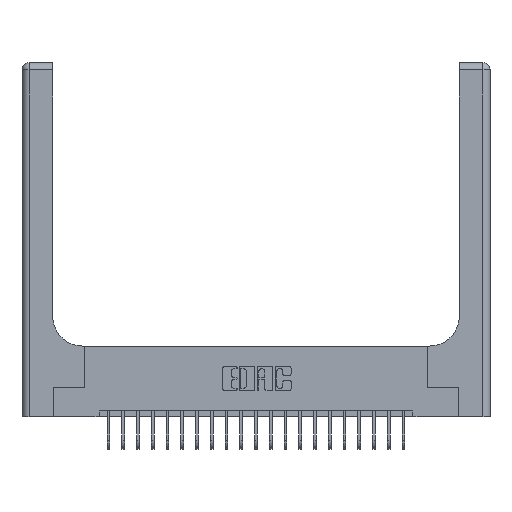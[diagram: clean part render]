
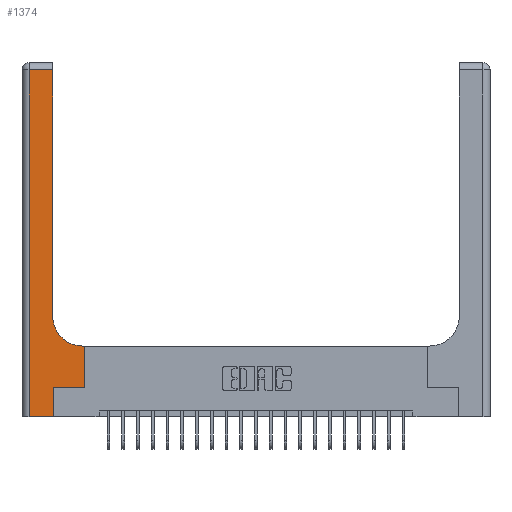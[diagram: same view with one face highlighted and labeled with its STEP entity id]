
A CAD part, top view. The second image highlights one B-rep face of the part: STEP entity #1374.
In plain terms, the highlighted planar face has unit normal (0, 0, 1).
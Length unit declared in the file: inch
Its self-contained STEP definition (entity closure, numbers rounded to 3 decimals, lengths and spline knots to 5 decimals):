
#80 = DIRECTION ( 'NONE',  ( 0., 0., -1. ) ) ;
#1054 = DIRECTION ( 'NONE',  ( 1., 0., 0. ) ) ;
#1374 = ADVANCED_FACE ( 'NONE', ( #22949 ), #14536, .F. ) ;
#1649 = VERTEX_POINT ( 'NONE', #18443 ) ;
#2115 = DIRECTION ( 'NONE',  ( -1., 0., 0. ) ) ;
#2264 = DIRECTION ( 'NONE',  ( 0., 1., 0. ) ) ;
#2361 = EDGE_CURVE ( 'NONE', #22406, #16278, #7235, .T. ) ;
#3070 = LINE ( 'NONE', #18607, #21865 ) ;
#3608 = VECTOR ( 'NONE', #21592, 39.37008 ) ;
#3697 = ORIENTED_EDGE ( 'NONE', *, *, #19850, .T. ) ;
#4381 = CARTESIAN_POINT ( 'NONE',  ( 0.528, 0.25, 0.37 ) ) ;
#5095 = CARTESIAN_POINT ( 'NONE',  ( 0.528, 0.25, 0.37 ) ) ;
#5103 = LINE ( 'NONE', #4381, #14513 ) ;
#5402 = VERTEX_POINT ( 'NONE', #21483 ) ;
#5629 = DIRECTION ( 'NONE',  ( 0., 1., 0. ) ) ;
#6065 = VERTEX_POINT ( 'NONE', #5095 ) ;
#7033 = CARTESIAN_POINT ( 'NONE',  ( 0., 3., 0.37 ) ) ;
#7229 = VECTOR ( 'NONE', #1054, 39.37008 ) ;
#7235 = CIRCLE ( 'NONE', #22816, 0.25 ) ;
#7559 = ORIENTED_EDGE ( 'NONE', *, *, #16583, .T. ) ;
#8943 = EDGE_CURVE ( 'NONE', #17275, #6065, #16672, .T. ) ;
#9292 = CARTESIAN_POINT ( 'NONE',  ( 0.265, 0., 0.37 ) ) ;
#9565 = ORIENTED_EDGE ( 'NONE', *, *, #8943, .T. ) ;
#9975 = VECTOR ( 'NONE', #14716, 39.37008 ) ;
#10083 = CARTESIAN_POINT ( 'NONE',  ( 0.265, 0.25, 0.37 ) ) ;
#10109 = ORIENTED_EDGE ( 'NONE', *, *, #14912, .T. ) ;
#10284 = DIRECTION ( 'NONE',  ( 1., 0., 0. ) ) ;
#10358 = VECTOR ( 'NONE', #16412, 39.37008 ) ;
#10925 = DIRECTION ( 'NONE',  ( -1., 0., 0. ) ) ;
#11211 = VERTEX_POINT ( 'NONE', #17136 ) ;
#11375 = ORIENTED_EDGE ( 'NONE', *, *, #19529, .T. ) ;
#12201 = CARTESIAN_POINT ( 'NONE',  ( 0.265, 0.25, 0.37 ) ) ;
#12419 = AXIS2_PLACEMENT_3D ( 'NONE', #7033, #80, #16382 ) ;
#12477 = EDGE_CURVE ( 'NONE', #6065, #19829, #5103, .T. ) ;
#12983 = LINE ( 'NONE', #16187, #3608 ) ;
#12986 = ORIENTED_EDGE ( 'NONE', *, *, #18135, .T. ) ;
#13367 = VECTOR ( 'NONE', #5629, 39.37008 ) ;
#13754 = ORIENTED_EDGE ( 'NONE', *, *, #12477, .T. ) ;
#14513 = VECTOR ( 'NONE', #2264, 39.37008 ) ;
#14536 = PLANE ( 'NONE',  #12419 ) ;
#14716 = DIRECTION ( 'NONE',  ( 0., -1., 0. ) ) ;
#14912 = EDGE_CURVE ( 'NONE', #16278, #17642, #16947, .T. ) ;
#15708 = CARTESIAN_POINT ( 'NONE',  ( 0.528, 0.6, 0.37 ) ) ;
#16187 = CARTESIAN_POINT ( 'NONE',  ( 0., 0., 0.37 ) ) ;
#16278 = VERTEX_POINT ( 'NONE', #19836 ) ;
#16382 = DIRECTION ( 'NONE',  ( -1., 0., 0. ) ) ;
#16412 = DIRECTION ( 'NONE',  ( 0., 1., 0. ) ) ;
#16583 = EDGE_CURVE ( 'NONE', #19829, #22406, #18030, .T. ) ;
#16672 = LINE ( 'NONE', #10083, #7229 ) ;
#16814 = CARTESIAN_POINT ( 'NONE',  ( 0.06, 3., 0.37 ) ) ;
#16947 = LINE ( 'NONE', #20216, #10358 ) ;
#17078 = CARTESIAN_POINT ( 'NONE',  ( 0.26, 2.94, 0.37 ) ) ;
#17118 = LINE ( 'NONE', #9292, #13367 ) ;
#17136 = CARTESIAN_POINT ( 'NONE',  ( 0.06, 2.94, 0.37 ) ) ;
#17275 = VERTEX_POINT ( 'NONE', #12201 ) ;
#17309 = EDGE_LOOP ( 'NONE', ( #10109, #11375, #18203, #3697, #12986, #9565, #13754, #7559, #20428 ) ) ;
#17497 = CARTESIAN_POINT ( 'NONE',  ( 0.51, 0.85, 0.37 ) ) ;
#17642 = VERTEX_POINT ( 'NONE', #17078 ) ;
#18030 = LINE ( 'NONE', #18393, #22256 ) ;
#18135 = EDGE_CURVE ( 'NONE', #1649, #17275, #17118, .T. ) ;
#18203 = ORIENTED_EDGE ( 'NONE', *, *, #22524, .T. ) ;
#18393 = CARTESIAN_POINT ( 'NONE',  ( 0.26, 0.6, 0.37 ) ) ;
#18443 = CARTESIAN_POINT ( 'NONE',  ( 0.265, 0., 0.37 ) ) ;
#18607 = CARTESIAN_POINT ( 'NONE',  ( 0., 2.94, 0.37 ) ) ;
#19114 = LINE ( 'NONE', #16814, #9975 ) ;
#19529 = EDGE_CURVE ( 'NONE', #17642, #11211, #3070, .T. ) ;
#19829 = VERTEX_POINT ( 'NONE', #15708 ) ;
#19836 = CARTESIAN_POINT ( 'NONE',  ( 0.26, 0.85, 0.37 ) ) ;
#19850 = EDGE_CURVE ( 'NONE', #5402, #1649, #12983, .T. ) ;
#20216 = CARTESIAN_POINT ( 'NONE',  ( 0.26, 3., 0.37 ) ) ;
#20428 = ORIENTED_EDGE ( 'NONE', *, *, #2361, .T. ) ;
#20964 = CARTESIAN_POINT ( 'NONE',  ( 0.51, 0.6, 0.37 ) ) ;
#21129 = DIRECTION ( 'NONE',  ( 0., 0., -1. ) ) ;
#21483 = CARTESIAN_POINT ( 'NONE',  ( 0.06, 0., 0.37 ) ) ;
#21592 = DIRECTION ( 'NONE',  ( 1., 0., 0. ) ) ;
#21865 = VECTOR ( 'NONE', #2115, 39.37008 ) ;
#22256 = VECTOR ( 'NONE', #10925, 39.37008 ) ;
#22406 = VERTEX_POINT ( 'NONE', #20964 ) ;
#22524 = EDGE_CURVE ( 'NONE', #11211, #5402, #19114, .T. ) ;
#22816 = AXIS2_PLACEMENT_3D ( 'NONE', #17497, #21129, #10284 ) ;
#22949 = FACE_OUTER_BOUND ( 'NONE', #17309, .T. ) ;
